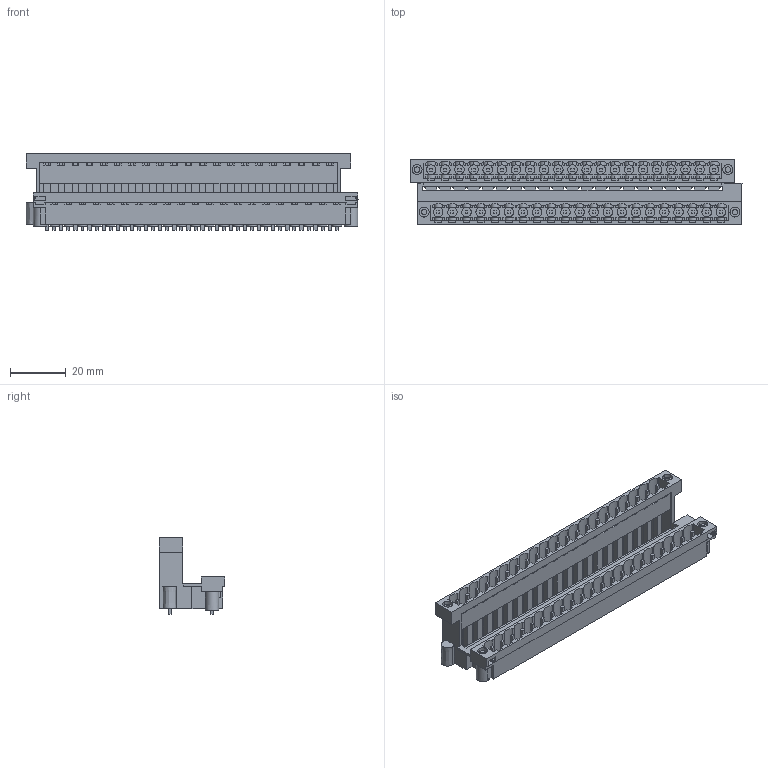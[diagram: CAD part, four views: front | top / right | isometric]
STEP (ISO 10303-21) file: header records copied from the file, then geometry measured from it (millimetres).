
FILE_DESCRIPTION(('CATIA V5 STEP Exchange','CAx-IF Rec.Pracs.--- Model Styling and Organization---1.2---2011-12-15'),'2;1');
FILE_NAME ('D1458336_0_1881430000_1881430000.stp','2018-04-19T11:39:55+00:00',('none'),('Weidmueller'),'CATIA Version 5-6 Release 2014','CATIA V5 STEP AP214','none');
FILE_SCHEMA(('AUTOMOTIVE_DESIGN { 1 0 10303 214 1 1 1 1 }'));
Products named in the file (1): 1881430000
Bounding box: 119.38 x 23.67 x 27.66 mm (x, y, z)
Volume: 17208.9 mm3; surface area: 32740.8 mm2
Topology: 47 solids, 68 shells, 1996 faces, 6544 edges, 4607 vertices
Faces by surface type: plane 1634, cylinder 358, extrusion 4
Entity records: 67964 total; most frequent: CARTESIAN_POINT 14627, ORIENTED_EDGE 13088, DIRECTION 8018, EDGE_CURVE 6544, VECTOR 5276, LINE 5272, VERTEX_POINT 4607, EDGE_LOOP 2149
